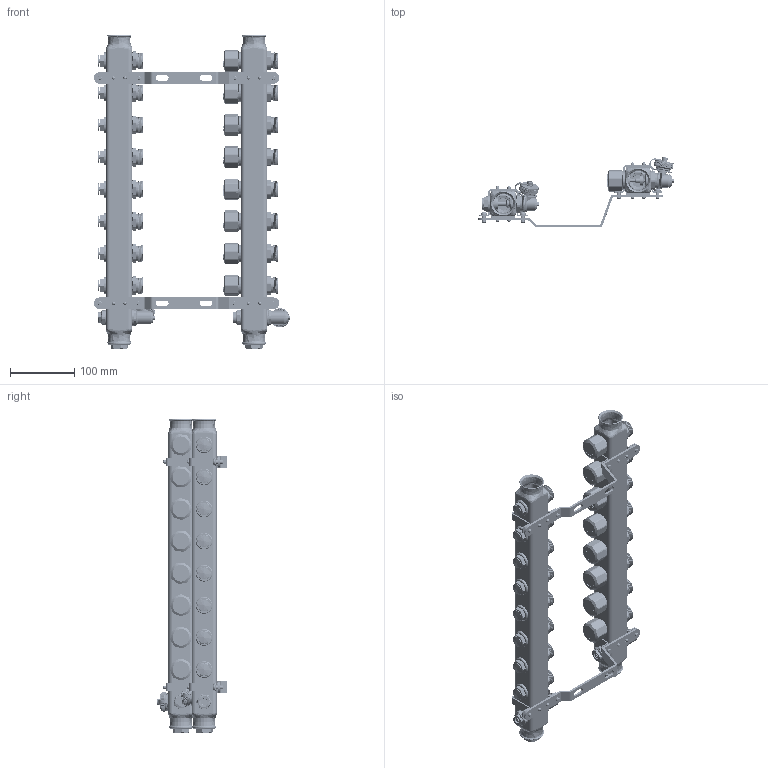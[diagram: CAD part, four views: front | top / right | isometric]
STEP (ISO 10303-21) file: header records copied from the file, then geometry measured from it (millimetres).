
FILE_DESCRIPTION (( 'STEP AP214' ), '1' );
FILE_NAME ('SSM-8R.STEP', '2023-11-11T17:00:33', ( '' ), ( '' ), 'SwSTEP 2.0', 'SolidWorks 2018', '' );
FILE_SCHEMA (( 'AUTOMOTIVE_DESIGN' ));
Length unit declared in the file: millimetre
Products named in the file (46): ѹñ; 3100-15-04______.STEP; 18X2.5; 概郋郪蚾9; 黑簽; 3100-15-05____.STEP; 003裔赽; W3100-15邿阨概; 354.002.00__________.STEP; SSM-8R; 霜講數9; 齬ァ概; 滑菸盓殤縐遠; 齬ァ概呿蹋芛; 滑菸煦阨ん盓殤; 326.200.00__________24.2x2.STEP; 蚾饜极す砎々; 粟銅概郋蚾饜极; 3100-15-01____.STEP; 祥凄詩裝赽; 18X2; 003郪蚾; W3100-15邿阨概.STEP; 媼芛簽; O____16x1.9.STEP; O____10x2.5.STEP; J002-FL; 3100-15-03____.STEP; 懦伎鬥忒謫; 砎蝶菁啣; 9h; 齬ァ概羲壽; 粟銅杶; 002; 囀鞠褒諉芛; 縐遠; 7.6x1.9; 肣菁啣; 齬ァ概肣璃; す鞠褒郪蚾 ...
Assembly tree (87 placements, depth 5):
  SSM-8R
    概郋郪蚾9
      懦伎鬥忒謫  x8
      囀鞠褒諉芛  x8
      粟銅概郋蚾饜极  x8
        媼芛簽
        ѹñ
        祥凄詩裝赽
        粟銅杶
        肣菁啣
        砎蝶菁啣
        7.6x1.9
        18X2.5
      9h
      黑簽
      W3100-15邿阨概
        W3100-15邿阨概.STEP
          3100-15-01____.STEP
          3100-15-02____.STEP
          3100-15-03____.STEP
          3100-15-04______.STEP
          O____10x2.5.STEP
          O____13x1.5.STEP
          O____7x1.5.STEP
          O____22x2.STEP
          3100-15-05____.STEP
          326.200.00__________24.2x2.STEP
          O____16x1.9.STEP  x2
          354.002.00__________.STEP
      齬ァ概
        齬ァ概肣璃
        齬ァ概呿蹋芛
        齬ァ概羲壽
        18X2
    霜講數9
      9h
      黑簽
      W3100-15邿阨概
        W3100-15邿阨概.STEP
          3100-15-01____.STEP
          3100-15-02____.STEP
          3100-15-03____.STEP
          3100-15-04______.STEP
          O____10x2.5.STEP
          O____13x1.5.STEP
          O____7x1.5.STEP
          O____22x2.STEP
          3100-15-05____.STEP
          326.200.00__________24.2x2.STEP
          O____16x1.9.STEP  x2
          354.002.00__________.STEP
      齬ァ概
        齬ァ概肣璃
        齬ァ概呿蹋芛
        齬ァ概羲壽
        18X2
      す鞠褒郪蚾  x8
        003郪蚾
          002
          J002-FL
Bounding box: 305.17 x 109.62 x 488.6 mm (x, y, z)
Volume: 644575.2 mm3; surface area: 649656.2 mm2
Topology: 180 solids, 180 shells, 8118 faces, 19892 edges, 12536 vertices
Faces by surface type: cylinder 3188, plane 2298, cone 1534, torus 796, bspline 302
Entity records: 102039 total; most frequent: CARTESIAN_POINT 58134, ORIENTED_EDGE 8956, DIRECTION 8842, EDGE_CURVE 4478, AXIS2_PLACEMENT_3D 3634, VERTEX_POINT 2848, EDGE_LOOP 1984, CIRCLE 1824
